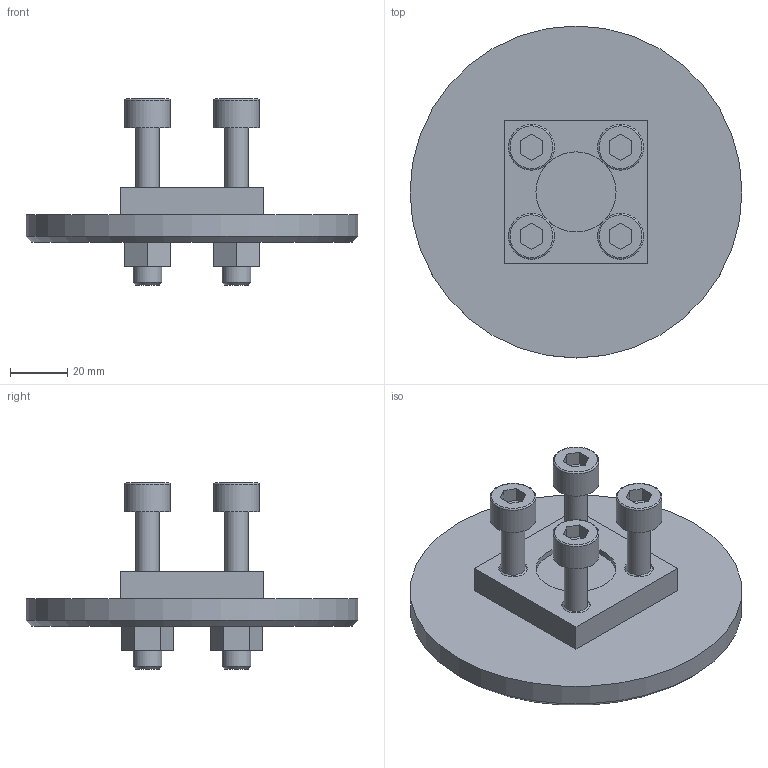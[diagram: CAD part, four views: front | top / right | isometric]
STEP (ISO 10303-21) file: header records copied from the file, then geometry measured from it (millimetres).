
FILE_DESCRIPTION(/* description */ ('STEP AP203'),/* implementation_level */ '2;1');
FILE_NAME(/* name */ 'Counter Blind Flange FGB 12-2-01',/* time_stamp */ '2025-01-17T14:33:55+01:00',/* author */ ('License CC BY-ND 4.0'),/* organization */ ('CADENAS'),/* preprocessor_version */ 'ST-DEVELOPER v19.3',/* originating_system */ 'PARTsolutions',/* authorisation */ ' ');
FILE_SCHEMA (('CONFIG_CONTROL_DESIGN'));
Length unit declared in the file: millimetre
Products named in the file (1): Gegen-Blindflansch FGB 12-2-01
Bounding box: 116 x 116 x 65 mm (x, y, z)
Volume: 142936.1 mm3; surface area: 34885.9 mm2
Topology: 1 solids, 1 shells, 107 faces, 241 edges, 158 vertices
Faces by surface type: plane 76, cylinder 18, cone 9, torus 4
Full cylindrical faces by diameter (mm): 8.16 x4, 10 x8, 16 x4, 28 x1, 116 x1
Entity records: 2750 total; most frequent: DIRECTION 462, CARTESIAN_POINT 458, ORIENTED_EDGE 402, EDGE_CURVE 201, EDGE_LOOP 160, FACE_BOUND 160, LINE 156, VECTOR 156
